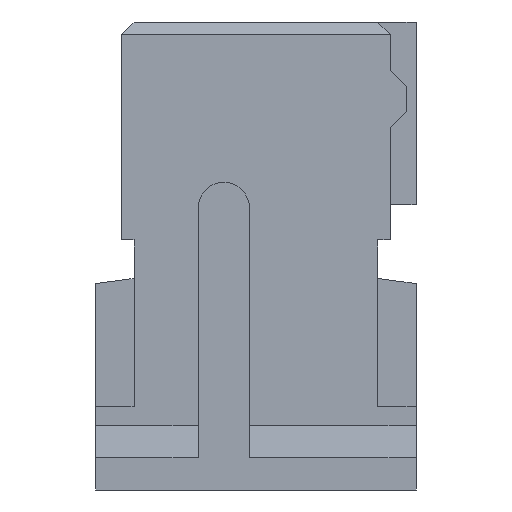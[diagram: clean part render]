
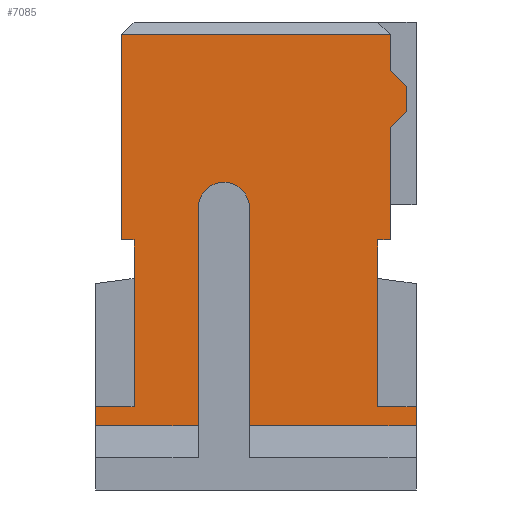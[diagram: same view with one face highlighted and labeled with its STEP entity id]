
A CAD part, left-side view. The second image highlights one B-rep face of the part: STEP entity #7085.
In plain terms, the highlighted planar face has unit normal (-1, 0, 0).
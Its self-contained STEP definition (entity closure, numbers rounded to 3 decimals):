
#180=CARTESIAN_POINT('',(-7.127,-2.318,2.219));
#181=VERTEX_POINT('',#180);
#188=CARTESIAN_POINT('',(-7.127,-2.071,1.973));
#189=VERTEX_POINT('',#188);
#190=CARTESIAN_POINT('',(-7.127,-2.318,2.219));
#191=DIRECTION('',(0.,0.707,-0.707));
#192=VECTOR('',#191,0.349);
#193=LINE('',#190,#192);
#194=EDGE_CURVE('',#181,#189,#193,.T.);
#242=CARTESIAN_POINT('',(-7.127,-2.071,2.861));
#243=VERTEX_POINT('',#242);
#250=CARTESIAN_POINT('',(-7.127,-2.318,2.614));
#251=VERTEX_POINT('',#250);
#252=CARTESIAN_POINT('',(-7.127,-2.071,2.861));
#253=DIRECTION('',(0.,-0.707,-0.707));
#254=VECTOR('',#253,0.349);
#255=LINE('',#252,#254);
#256=EDGE_CURVE('',#243,#251,#255,.T.);
#274=CARTESIAN_POINT('',(-7.127,-2.318,2.614));
#275=DIRECTION('',(0.,0.,-1.));
#276=VECTOR('',#275,0.395);
#277=LINE('',#274,#276);
#278=EDGE_CURVE('',#251,#181,#277,.T.);
#291=CARTESIAN_POINT('',(-7.127,1.874,-2.318));
#292=VERTEX_POINT('',#291);
#299=CARTESIAN_POINT('',(-7.127,1.874,0.247));
#300=VERTEX_POINT('',#299);
#301=CARTESIAN_POINT('',(-7.127,1.874,-2.318));
#302=DIRECTION('',(0.,0.,1.));
#303=VECTOR('',#302,2.565);
#304=LINE('',#301,#303);
#305=EDGE_CURVE('',#292,#300,#304,.T.);
#331=CARTESIAN_POINT('',(-7.127,-1.874,0.247));
#332=VERTEX_POINT('',#331);
#339=CARTESIAN_POINT('',(-7.127,-1.874,-2.318));
#340=VERTEX_POINT('',#339);
#341=CARTESIAN_POINT('',(-7.127,-1.874,0.247));
#342=DIRECTION('',(0.,0.,-1.));
#343=VECTOR('',#342,2.565);
#344=LINE('',#341,#343);
#345=EDGE_CURVE('',#332,#340,#344,.T.);
#1078=CARTESIAN_POINT('',(-7.127,-2.466,-2.318));
#1079=VERTEX_POINT('',#1078);
#1080=CARTESIAN_POINT('',(-7.127,-1.874,-2.318));
#1081=DIRECTION('',(0.,-1.,0.));
#1082=VECTOR('',#1081,0.592);
#1083=LINE('',#1080,#1082);
#1084=EDGE_CURVE('',#340,#1079,#1083,.T.);
#1118=CARTESIAN_POINT('',(-7.127,2.466,-2.318));
#1119=VERTEX_POINT('',#1118);
#1126=CARTESIAN_POINT('',(-7.127,2.466,-2.318));
#1127=DIRECTION('',(0.,-1.,0.));
#1128=VECTOR('',#1127,0.592);
#1129=LINE('',#1126,#1128);
#1130=EDGE_CURVE('',#1119,#292,#1129,.T.);
#1484=CARTESIAN_POINT('',(-7.127,2.071,0.247));
#1485=VERTEX_POINT('',#1484);
#1486=CARTESIAN_POINT('',(-7.127,1.874,0.247));
#1487=DIRECTION('',(0.,1.,0.));
#1488=VECTOR('',#1487,0.197);
#1489=LINE('',#1486,#1488);
#1490=EDGE_CURVE('',#300,#1485,#1489,.T.);
#1524=CARTESIAN_POINT('',(-7.127,-2.071,0.247));
#1525=VERTEX_POINT('',#1524);
#1532=CARTESIAN_POINT('',(-7.127,-2.071,0.247));
#1533=DIRECTION('',(0.,1.,0.));
#1534=VECTOR('',#1533,0.197);
#1535=LINE('',#1532,#1534);
#1536=EDGE_CURVE('',#1525,#332,#1535,.T.);
#6821=CARTESIAN_POINT('',(-7.127,2.071,3.403));
#6822=VERTEX_POINT('',#6821);
#6823=CARTESIAN_POINT('',(-7.127,-2.071,3.403));
#6824=VERTEX_POINT('',#6823);
#6825=CARTESIAN_POINT('',(-7.127,2.071,3.403));
#6826=DIRECTION('',(0.,-1.,0.));
#6827=VECTOR('',#6826,4.143);
#6828=LINE('',#6825,#6827);
#6829=EDGE_CURVE('',#6822,#6824,#6828,.T.);
#6956=CARTESIAN_POINT('',(-7.127,0.888,-2.614));
#6957=VERTEX_POINT('',#6956);
#6958=CARTESIAN_POINT('',(-7.127,2.466,-2.614));
#6959=VERTEX_POINT('',#6958);
#6960=CARTESIAN_POINT('',(-7.127,0.888,-2.614));
#6961=DIRECTION('',(0.,1.,0.));
#6962=VECTOR('',#6961,1.578);
#6963=LINE('',#6960,#6962);
#6964=EDGE_CURVE('',#6957,#6959,#6963,.T.);
#6987=CARTESIAN_POINT('',(-7.127,-2.466,-2.614));
#6988=VERTEX_POINT('',#6987);
#6995=CARTESIAN_POINT('',(-7.127,0.099,-2.614));
#6996=VERTEX_POINT('',#6995);
#6997=CARTESIAN_POINT('',(-7.127,-2.466,-2.614));
#6998=DIRECTION('',(0.,1.,0.));
#6999=VECTOR('',#6998,2.565);
#7000=LINE('',#6997,#6999);
#7001=EDGE_CURVE('',#6988,#6996,#7000,.T.);
#7013=CARTESIAN_POINT('',(-7.127,0.,0.395));
#7014=DIRECTION('',(0.,-1.,0.));
#7015=DIRECTION('',(-1.,0.,0.));
#7016=AXIS2_PLACEMENT_3D('',#7013,#7015,#7014);
#7017=PLANE('',#7016);
#7018=CARTESIAN_POINT('',(-7.127,-2.071,0.247));
#7019=DIRECTION('',(0.,0.,1.));
#7020=VECTOR('',#7019,1.726);
#7021=LINE('',#7018,#7020);
#7022=EDGE_CURVE('',#1525,#189,#7021,.T.);
#7023=ORIENTED_EDGE('',*,*,#7022,.T.);
#7024=ORIENTED_EDGE('',*,*,#194,.F.);
#7025=ORIENTED_EDGE('',*,*,#278,.F.);
#7026=ORIENTED_EDGE('',*,*,#256,.F.);
#7027=CARTESIAN_POINT('',(-7.127,-2.071,2.861));
#7028=DIRECTION('',(0.,0.,1.));
#7029=VECTOR('',#7028,0.543);
#7030=LINE('',#7027,#7029);
#7031=EDGE_CURVE('',#243,#6824,#7030,.T.);
#7032=ORIENTED_EDGE('',*,*,#7031,.T.);
#7033=ORIENTED_EDGE('',*,*,#6829,.F.);
#7034=CARTESIAN_POINT('',(-7.127,2.071,3.403));
#7035=DIRECTION('',(0.,0.,-1.));
#7036=VECTOR('',#7035,3.157);
#7037=LINE('',#7034,#7036);
#7038=EDGE_CURVE('',#6822,#1485,#7037,.T.);
#7039=ORIENTED_EDGE('',*,*,#7038,.T.);
#7040=ORIENTED_EDGE('',*,*,#1490,.F.);
#7041=ORIENTED_EDGE('',*,*,#305,.F.);
#7042=ORIENTED_EDGE('',*,*,#1130,.F.);
#7043=CARTESIAN_POINT('',(-7.127,2.466,-2.318));
#7044=DIRECTION('',(0.,0.,-1.));
#7045=VECTOR('',#7044,0.296);
#7046=LINE('',#7043,#7045);
#7047=EDGE_CURVE('',#1119,#6959,#7046,.T.);
#7048=ORIENTED_EDGE('',*,*,#7047,.T.);
#7049=ORIENTED_EDGE('',*,*,#6964,.F.);
#7050=CARTESIAN_POINT('',(-7.127,0.888,0.74));
#7051=VERTEX_POINT('',#7050);
#7052=CARTESIAN_POINT('',(-7.127,0.888,-2.614));
#7053=DIRECTION('',(0.,0.,1.));
#7054=VECTOR('',#7053,3.354);
#7055=LINE('',#7052,#7054);
#7056=EDGE_CURVE('',#6957,#7051,#7055,.T.);
#7057=ORIENTED_EDGE('',*,*,#7056,.T.);
#7058=CARTESIAN_POINT('',(-7.127,0.099,0.74));
#7059=VERTEX_POINT('',#7058);
#7060=CARTESIAN_POINT('',(-7.127,0.493,0.74));
#7061=DIRECTION('',(0.,1.,0.));
#7062=DIRECTION('',(1.,0.,0.));
#7063=AXIS2_PLACEMENT_3D('',#7060,#7062,#7061);
#7064=CIRCLE('',#7063,0.395);
#7065=EDGE_CURVE('',#7051,#7059,#7064,.T.);
#7066=ORIENTED_EDGE('',*,*,#7065,.T.);
#7067=CARTESIAN_POINT('',(-7.127,0.099,0.74));
#7068=DIRECTION('',(0.,0.,-1.));
#7069=VECTOR('',#7068,3.354);
#7070=LINE('',#7067,#7069);
#7071=EDGE_CURVE('',#7059,#6996,#7070,.T.);
#7072=ORIENTED_EDGE('',*,*,#7071,.T.);
#7073=ORIENTED_EDGE('',*,*,#7001,.F.);
#7074=CARTESIAN_POINT('',(-7.127,-2.466,-2.614));
#7075=DIRECTION('',(0.,0.,1.));
#7076=VECTOR('',#7075,0.296);
#7077=LINE('',#7074,#7076);
#7078=EDGE_CURVE('',#6988,#1079,#7077,.T.);
#7079=ORIENTED_EDGE('',*,*,#7078,.T.);
#7080=ORIENTED_EDGE('',*,*,#1084,.F.);
#7081=ORIENTED_EDGE('',*,*,#345,.F.);
#7082=ORIENTED_EDGE('',*,*,#1536,.F.);
#7083=EDGE_LOOP('',(#7023,#7024,#7025,#7026,#7032,#7033,#7039,#7040,#7041,#7042,#7048,#7049,#7057,#7066,#7072,#7073,#7079,#7080,#7081,#7082));
#7084=FACE_OUTER_BOUND('',#7083,.T.);
#7085=ADVANCED_FACE('',(#7084),#7017,.T.);
